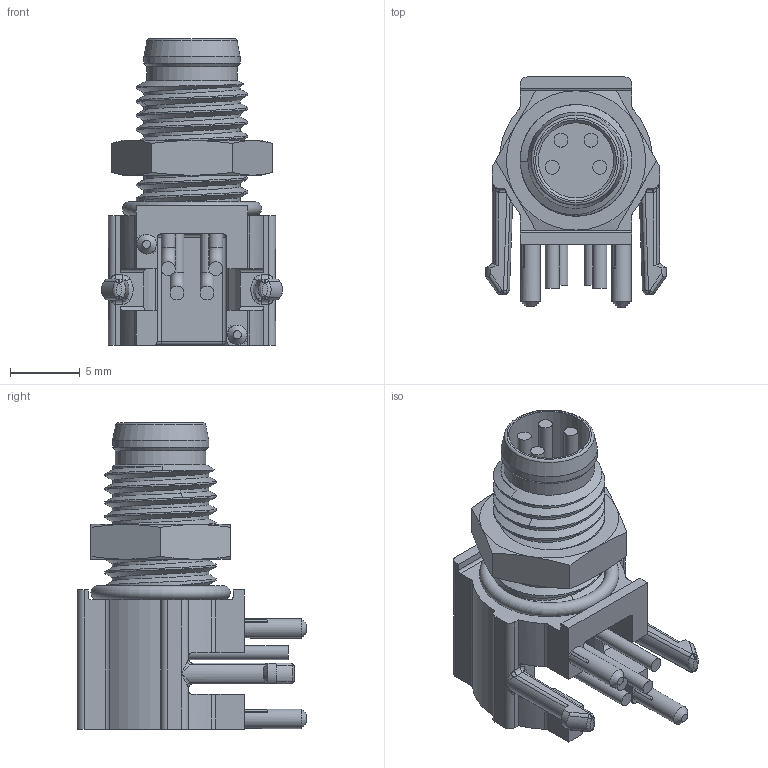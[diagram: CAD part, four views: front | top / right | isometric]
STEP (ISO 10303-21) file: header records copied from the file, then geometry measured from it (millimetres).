
FILE_DESCRIPTION(/* description */ (''),/* implementation_level */ '2;1');
FILE_NAME(/* name */ '3-2172067-2.stp',/* time_stamp */ '2020-05-14T14:20:56+02:00',/* author */ ('daniel.kampert'),/* organization */ ('Tyco Electronics Ltd.'),/* preprocessor_version */ 'ST-DEVELOPER v18',/* originating_system */ 'Autodesk Inventor 2020',/* authorisation */ '');
FILE_SCHEMA (('AUTOMOTIVE_DESIGN { 1 0 10303 214 3 1 1 }'));
Length unit declared in the file: millimetre
Products named in the file (1): 3-2172067-2
Bounding box: 13 x 16.5 x 22 mm (x, y, z)
Volume: 1123.7 mm3; surface area: 1730.9 mm2
Topology: 1 solids, 1 shells, 268 faces, 670 edges, 418 vertices
Faces by surface type: cylinder 101, plane 83, bspline 29, cone 21, torus 20, sphere 14
Full cylindrical faces by diameter (mm): 1 x12, 1.4 x2, 5.8 x1, 6.5 x1, 6.9 x1, 8 x5
Entity records: 13308 total; most frequent: CARTESIAN_POINT 6895, ORIENTED_EDGE 1340, DIRECTION 1320, EDGE_CURVE 670, AXIS2_PLACEMENT_3D 520, VERTEX_POINT 418, EDGE_LOOP 282, LINE 280
